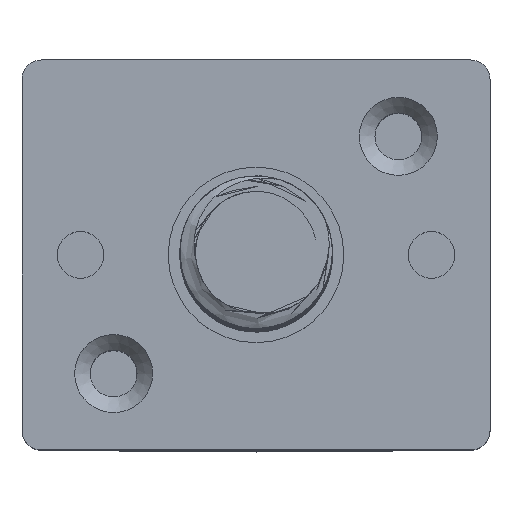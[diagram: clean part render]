
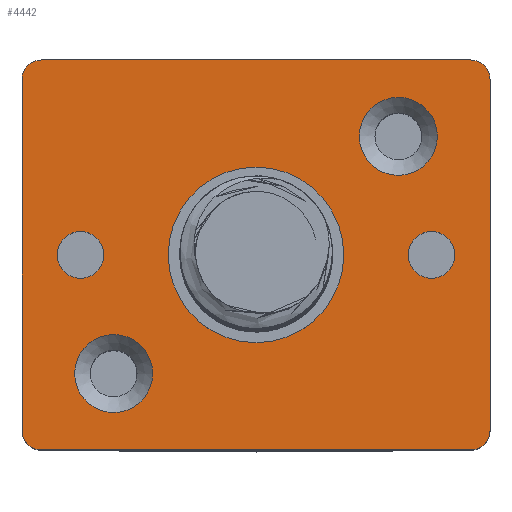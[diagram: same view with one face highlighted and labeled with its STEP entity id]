
A CAD part, top view. The second image highlights one B-rep face of the part: STEP entity #4442.
In plain terms, the highlighted planar face has unit normal (0, 0, 1).
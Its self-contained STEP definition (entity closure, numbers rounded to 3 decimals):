
#405=FACE_BOUND('',#776,.T.);
#406=FACE_BOUND('',#777,.T.);
#407=FACE_BOUND('',#778,.T.);
#408=FACE_BOUND('',#779,.T.);
#409=FACE_BOUND('',#780,.T.);
#437=PLANE('',#4824);
#496=FACE_OUTER_BOUND('',#775,.T.);
#775=EDGE_LOOP('',(#2973,#2974,#2975,#2976,#2977,#2978,#2979,#2980));
#776=EDGE_LOOP('',(#2981));
#777=EDGE_LOOP('',(#2982,#2983));
#778=EDGE_LOOP('',(#2984,#2985));
#779=EDGE_LOOP('',(#2986));
#780=EDGE_LOOP('',(#2987));
#1036=LINE('',#6189,#1311);
#1042=LINE('',#6204,#1317);
#1044=LINE('',#6210,#1319);
#1078=LINE('',#6328,#1353);
#1311=VECTOR('',#5186,10.);
#1317=VECTOR('',#5202,10.);
#1319=VECTOR('',#5210,10.);
#1353=VECTOR('',#5332,10.);
#1575=CIRCLE('',#4741,2.25);
#1578=CIRCLE('',#4747,1.);
#1579=CIRCLE('',#4748,1.);
#1583=CIRCLE('',#4754,1.);
#1584=CIRCLE('',#4755,1.);
#1588=CIRCLE('',#4761,0.5);
#1597=CIRCLE('',#4773,0.5);
#1598=CIRCLE('',#4775,0.5);
#1599=CIRCLE('',#4778,0.5);
#1622=CIRCLE('',#4820,0.6);
#1623=CIRCLE('',#4822,0.6);
#1665=VERTEX_POINT('',#6118);
#1668=VERTEX_POINT('',#6129);
#1669=VERTEX_POINT('',#6130);
#1673=VERTEX_POINT('',#6143);
#1674=VERTEX_POINT('',#6144);
#1678=VERTEX_POINT('',#6157);
#1679=VERTEX_POINT('',#6158);
#1692=VERTEX_POINT('',#6188);
#1693=VERTEX_POINT('',#6192);
#1694=VERTEX_POINT('',#6196);
#1695=VERTEX_POINT('',#6197);
#1696=VERTEX_POINT('',#6202);
#1697=VERTEX_POINT('',#6206);
#1736=VERTEX_POINT('',#6320);
#1737=VERTEX_POINT('',#6324);
#2112=EDGE_CURVE('',#1665,#1665,#1575,.T.);
#2116=EDGE_CURVE('',#1668,#1669,#1578,.T.);
#2117=EDGE_CURVE('',#1669,#1668,#1579,.T.);
#2123=EDGE_CURVE('',#1673,#1674,#1583,.T.);
#2124=EDGE_CURVE('',#1674,#1673,#1584,.T.);
#2130=EDGE_CURVE('',#1678,#1679,#1588,.T.);
#2145=EDGE_CURVE('',#1692,#1679,#1036,.T.);
#2147=EDGE_CURVE('',#1692,#1693,#1597,.T.);
#2149=EDGE_CURVE('',#1694,#1695,#1598,.T.);
#2153=EDGE_CURVE('',#1694,#1696,#1042,.T.);
#2154=EDGE_CURVE('',#1697,#1696,#1599,.T.);
#2156=EDGE_CURVE('',#1697,#1693,#1044,.T.);
#2210=EDGE_CURVE('',#1736,#1736,#1622,.T.);
#2212=EDGE_CURVE('',#1737,#1737,#1623,.T.);
#2214=EDGE_CURVE('',#1678,#1695,#1078,.T.);
#2973=ORIENTED_EDGE('',*,*,#2130,.F.);
#2974=ORIENTED_EDGE('',*,*,#2214,.T.);
#2975=ORIENTED_EDGE('',*,*,#2149,.F.);
#2976=ORIENTED_EDGE('',*,*,#2153,.T.);
#2977=ORIENTED_EDGE('',*,*,#2154,.F.);
#2978=ORIENTED_EDGE('',*,*,#2156,.T.);
#2979=ORIENTED_EDGE('',*,*,#2147,.F.);
#2980=ORIENTED_EDGE('',*,*,#2145,.T.);
#2981=ORIENTED_EDGE('',*,*,#2112,.T.);
#2982=ORIENTED_EDGE('',*,*,#2116,.T.);
#2983=ORIENTED_EDGE('',*,*,#2117,.T.);
#2984=ORIENTED_EDGE('',*,*,#2123,.T.);
#2985=ORIENTED_EDGE('',*,*,#2124,.T.);
#2986=ORIENTED_EDGE('',*,*,#2210,.T.);
#2987=ORIENTED_EDGE('',*,*,#2212,.T.);
#4442=ADVANCED_FACE('',(#496,#405,#406,#407,#408,#409),#437,.T.);
#4741=AXIS2_PLACEMENT_3D('',#6120,#5113,#5114);
#4747=AXIS2_PLACEMENT_3D('',#6131,#5126,#5127);
#4748=AXIS2_PLACEMENT_3D('',#6132,#5128,#5129);
#4754=AXIS2_PLACEMENT_3D('',#6145,#5142,#5143);
#4755=AXIS2_PLACEMENT_3D('',#6146,#5144,#5145);
#4761=AXIS2_PLACEMENT_3D('',#6159,#5158,#5159);
#4773=AXIS2_PLACEMENT_3D('',#6193,#5190,#5191);
#4775=AXIS2_PLACEMENT_3D('',#6198,#5195,#5196);
#4778=AXIS2_PLACEMENT_3D('',#6207,#5205,#5206);
#4820=AXIS2_PLACEMENT_3D('',#6321,#5322,#5323);
#4822=AXIS2_PLACEMENT_3D('',#6325,#5327,#5328);
#4824=AXIS2_PLACEMENT_3D('',#6329,#5333,#5334);
#5113=DIRECTION('center_axis',(0.,0.,-1.));
#5114=DIRECTION('ref_axis',(-1.,0.,0.));
#5126=DIRECTION('center_axis',(0.,0.,-1.));
#5127=DIRECTION('ref_axis',(1.,0.,0.));
#5128=DIRECTION('center_axis',(0.,0.,-1.));
#5129=DIRECTION('ref_axis',(1.,0.,0.));
#5142=DIRECTION('center_axis',(0.,0.,-1.));
#5143=DIRECTION('ref_axis',(1.,0.,0.));
#5144=DIRECTION('center_axis',(0.,0.,-1.));
#5145=DIRECTION('ref_axis',(1.,0.,0.));
#5158=DIRECTION('center_axis',(0.,0.,-1.));
#5159=DIRECTION('ref_axis',(-0.707,0.707,0.));
#5186=DIRECTION('',(-1.,0.,0.));
#5190=DIRECTION('center_axis',(0.,0.,-1.));
#5191=DIRECTION('ref_axis',(0.707,0.707,0.));
#5195=DIRECTION('center_axis',(0.,0.,-1.));
#5196=DIRECTION('ref_axis',(-0.707,-0.707,0.));
#5202=DIRECTION('',(1.,0.,0.));
#5205=DIRECTION('center_axis',(0.,0.,-1.));
#5206=DIRECTION('ref_axis',(0.707,-0.707,0.));
#5210=DIRECTION('',(0.,1.,0.));
#5322=DIRECTION('center_axis',(0.,0.,-1.));
#5323=DIRECTION('ref_axis',(-1.,0.,0.));
#5327=DIRECTION('center_axis',(0.,0.,-1.));
#5328=DIRECTION('ref_axis',(-1.,0.,0.));
#5332=DIRECTION('',(0.,-1.,0.));
#5333=DIRECTION('center_axis',(0.,0.,1.));
#5334=DIRECTION('ref_axis',(1.,0.,0.));
#6118=CARTESIAN_POINT('',(2.25,0.,9.));
#6120=CARTESIAN_POINT('Origin',(0.,0.,9.));
#6129=CARTESIAN_POINT('',(4.649,3.041,9.));
#6130=CARTESIAN_POINT('',(2.649,3.041,9.));
#6131=CARTESIAN_POINT('Origin',(3.649,3.041,9.));
#6132=CARTESIAN_POINT('Origin',(3.649,3.041,9.));
#6143=CARTESIAN_POINT('',(-2.649,-3.041,9.));
#6144=CARTESIAN_POINT('',(-4.649,-3.041,9.));
#6145=CARTESIAN_POINT('Origin',(-3.649,-3.041,9.));
#6146=CARTESIAN_POINT('Origin',(-3.649,-3.041,9.));
#6157=CARTESIAN_POINT('',(-6.,4.5,9.));
#6158=CARTESIAN_POINT('',(-5.5,5.,9.));
#6159=CARTESIAN_POINT('Origin',(-5.5,4.5,9.));
#6188=CARTESIAN_POINT('',(5.5,5.,9.));
#6189=CARTESIAN_POINT('',(-6.,5.,9.));
#6192=CARTESIAN_POINT('',(6.,4.5,9.));
#6193=CARTESIAN_POINT('Origin',(5.5,4.5,9.));
#6196=CARTESIAN_POINT('',(-5.5,-5.,9.));
#6197=CARTESIAN_POINT('',(-6.,-4.5,9.));
#6198=CARTESIAN_POINT('Origin',(-5.5,-4.5,9.));
#6202=CARTESIAN_POINT('',(5.5,-5.,9.));
#6204=CARTESIAN_POINT('',(6.,-5.,9.));
#6206=CARTESIAN_POINT('',(6.,-4.5,9.));
#6207=CARTESIAN_POINT('Origin',(5.5,-4.5,9.));
#6210=CARTESIAN_POINT('',(6.,5.,9.));
#6320=CARTESIAN_POINT('',(-3.9,0.,9.));
#6321=CARTESIAN_POINT('Origin',(-4.5,0.,9.));
#6324=CARTESIAN_POINT('',(5.1,0.,9.));
#6325=CARTESIAN_POINT('Origin',(4.5,0.,9.));
#6328=CARTESIAN_POINT('',(-6.,-5.,9.));
#6329=CARTESIAN_POINT('Origin',(0.,0.,9.));
